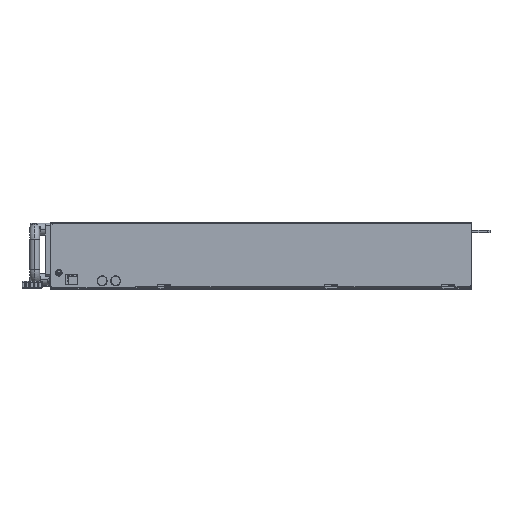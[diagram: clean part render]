
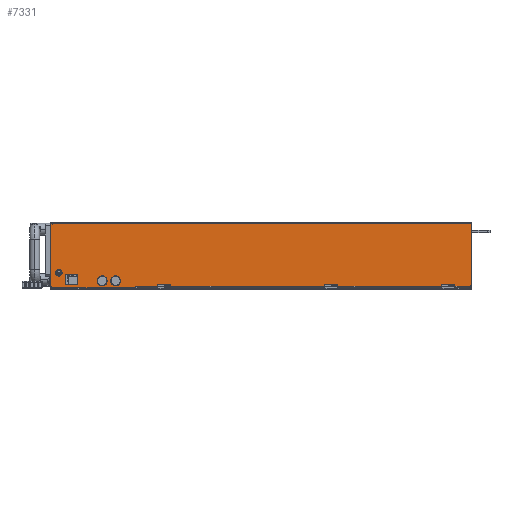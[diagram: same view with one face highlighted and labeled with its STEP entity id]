
A CAD part, left-side view. The second image highlights one B-rep face of the part: STEP entity #7331.
In plain terms, the highlighted planar face has unit normal (-1, 0, 0).
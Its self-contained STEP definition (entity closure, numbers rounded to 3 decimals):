
#911=CARTESIAN_POINT('',(-24.,-5.,-30.));
#912=DIRECTION('',(1.,0.,0.));
#913=DIRECTION('',(0.,-1.,0.));
#914=AXIS2_PLACEMENT_3D('',#911,#912,#913);
#916=CARTESIAN_POINT('',(-24.,-5.,-30.));
#917=DIRECTION('',(1.,0.,0.));
#918=DIRECTION('',(0.,1.,0.));
#919=AXIS2_PLACEMENT_3D('',#916,#917,#918);
#921=DIRECTION('',(0.,-1.,0.));
#922=VECTOR('',#921,7.5);
#923=CARTESIAN_POINT('',(-24.,-9.,-36.8));
#924=LINE('',#923,#922);
#925=DIRECTION('',(0.,0.,1.));
#926=VECTOR('',#925,6.);
#927=CARTESIAN_POINT('',(-24.,-16.5,-36.8));
#928=LINE('',#927,#926);
#929=DIRECTION('',(0.,1.,0.));
#930=VECTOR('',#929,7.5);
#931=CARTESIAN_POINT('',(-24.,-16.5,-30.8));
#932=LINE('',#931,#930);
#933=DIRECTION('',(0.,0.,-1.));
#934=VECTOR('',#933,6.);
#935=CARTESIAN_POINT('',(-24.,-9.,-30.8));
#936=LINE('',#935,#934);
#937=CARTESIAN_POINT('',(-24.,-31.,-34.9));
#938=DIRECTION('',(1.,0.,0.));
#939=DIRECTION('',(0.,1.,0.));
#940=AXIS2_PLACEMENT_3D('',#937,#938,#939);
#942=CARTESIAN_POINT('',(-24.,-31.,-34.9));
#943=DIRECTION('',(1.,0.,0.));
#944=DIRECTION('',(0.,-1.,0.));
#945=AXIS2_PLACEMENT_3D('',#942,#943,#944);
#947=CARTESIAN_POINT('',(-24.,-39.,-34.9));
#948=DIRECTION('',(1.,0.,0.));
#949=DIRECTION('',(0.,1.,0.));
#950=AXIS2_PLACEMENT_3D('',#947,#948,#949);
#952=CARTESIAN_POINT('',(-24.,-39.,-34.9));
#953=DIRECTION('',(1.,0.,0.));
#954=DIRECTION('',(0.,-1.,0.));
#955=AXIS2_PLACEMENT_3D('',#952,#953,#954);
#957=CARTESIAN_POINT('',(-24.,-50.22,-38.));
#958=DIRECTION('',(-1.,0.,0.));
#959=DIRECTION('',(0.,0.,-1.));
#960=AXIS2_PLACEMENT_3D('',#957,#958,#959);
#962=DIRECTION('',(0.,1.,0.));
#963=VECTOR('',#962,48.22);
#964=CARTESIAN_POINT('',(-24.,-50.22,-39.));
#965=LINE('',#964,#963);
#966=CARTESIAN_POINT('',(-24.,-2.,-37.));
#967=DIRECTION('',(1.,0.,0.));
#968=DIRECTION('',(0.,0.,-1.));
#969=AXIS2_PLACEMENT_3D('',#966,#967,#968);
#971=DIRECTION('',(0.,0.,1.));
#972=VECTOR('',#971,36.);
#973=CARTESIAN_POINT('',(-24.,0.,-37.));
#974=LINE('',#973,#972);
#975=DIRECTION('',(0.,-1.,0.));
#976=VECTOR('',#975,1.);
#977=CARTESIAN_POINT('',(-24.,0.,-1.));
#978=LINE('',#977,#976);
#979=DIRECTION('',(0.,0.,-1.));
#980=VECTOR('',#979,35.93);
#981=CARTESIAN_POINT('',(-24.,-252.,-0.8));
#982=LINE('',#981,#980);
#983=CARTESIAN_POINT('',(-24.,-250.5,-36.73));
#984=DIRECTION('',(-1.,0.,0.));
#985=DIRECTION('',(0.,-0.2,-0.98));
#986=AXIS2_PLACEMENT_3D('',#983,#984,#985);
#988=DIRECTION('',(0.,0.,-1.));
#989=VECTOR('',#988,1.2);
#990=CARTESIAN_POINT('',(-24.,-234.,-37.));
#991=LINE('',#990,#989);
#992=DIRECTION('',(0.,0.,-1.));
#993=VECTOR('',#992,1.2);
#994=CARTESIAN_POINT('',(-24.,-164.,-37.));
#995=LINE('',#994,#993);
#996=DIRECTION('',(0.,0.,-1.));
#997=VECTOR('',#996,1.2);
#998=CARTESIAN_POINT('',(-24.,-64.,-37.));
#999=LINE('',#998,#997);
#1085=DIRECTION('',(0.,0.,-1.));
#1086=VECTOR('',#1085,0.2);
#1087=CARTESIAN_POINT('',(-24.,-1.,-0.8));
#1088=LINE('',#1087,#1086);
#1093=DIRECTION('',(0.,1.,0.));
#1094=VECTOR('',#1093,251.);
#1095=CARTESIAN_POINT('',(-24.,-252.,-0.8));
#1096=LINE('',#1095,#1094);
#4209=DIRECTION('',(0.,-1.,0.));
#4210=VECTOR('',#4209,0.8);
#4211=CARTESIAN_POINT('',(-24.,-51.2,-38.2));
#4212=LINE('',#4211,#4210);
#4432=DIRECTION('',(0.,0.,-1.));
#4433=VECTOR('',#4432,1.2);
#4434=CARTESIAN_POINT('',(-24.,-72.,-37.));
#4435=LINE('',#4434,#4433);
#4445=DIRECTION('',(0.,-1.,0.));
#4446=VECTOR('',#4445,8.);
#4447=CARTESIAN_POINT('',(-24.,-64.,-37.));
#4448=LINE('',#4447,#4446);
#4474=DIRECTION('',(0.,-1.,0.));
#4475=VECTOR('',#4474,12.);
#4476=CARTESIAN_POINT('',(-24.,-52.,-38.2));
#4477=LINE('',#4476,#4475);
#4519=DIRECTION('',(0.,-1.,0.));
#4520=VECTOR('',#4519,0.5);
#4521=CARTESIAN_POINT('',(-24.,-163.5,-38.2));
#4522=LINE('',#4521,#4520);
#4532=DIRECTION('',(0.,-1.,0.));
#4533=VECTOR('',#4532,91.5);
#4534=CARTESIAN_POINT('',(-24.,-72.,-38.2));
#4535=LINE('',#4534,#4533);
#4536=DIRECTION('',(0.,-1.,0.));
#4537=VECTOR('',#4536,8.);
#4538=CARTESIAN_POINT('',(-24.,-164.,-37.));
#4539=LINE('',#4538,#4537);
#4548=DIRECTION('',(0.,0.,-1.));
#4549=VECTOR('',#4548,1.2);
#4550=CARTESIAN_POINT('',(-24.,-172.,-37.));
#4551=LINE('',#4550,#4549);
#4597=DIRECTION('',(0.,-1.,0.));
#4598=VECTOR('',#4597,62.);
#4599=CARTESIAN_POINT('',(-24.,-172.,-38.2));
#4600=LINE('',#4599,#4598);
#4618=DIRECTION('',(0.,-1.,0.));
#4619=VECTOR('',#4618,8.);
#4620=CARTESIAN_POINT('',(-24.,-234.,-37.));
#4621=LINE('',#4620,#4619);
#4630=DIRECTION('',(0.,0.,-1.));
#4631=VECTOR('',#4630,1.2);
#4632=CARTESIAN_POINT('',(-24.,-242.,-37.));
#4633=LINE('',#4632,#4631);
#4691=DIRECTION('',(0.,-1.,0.));
#4692=VECTOR('',#4691,8.8);
#4693=CARTESIAN_POINT('',(-24.,-242.,-38.2));
#4694=LINE('',#4693,#4692);
#5018=CARTESIAN_POINT('',(-24.,-252.,-0.8));
#5019=VERTEX_POINT('',#5018);
#5054=CARTESIAN_POINT('',(-24.,-242.,-37.));
#5055=CARTESIAN_POINT('',(-24.,-242.,-38.2));
#5056=VERTEX_POINT('',#5054);
#5057=VERTEX_POINT('',#5055);
#5058=CARTESIAN_POINT('',(-24.,-234.,-37.));
#5059=VERTEX_POINT('',#5058);
#5060=CARTESIAN_POINT('',(-24.,-234.,-38.2));
#5061=VERTEX_POINT('',#5060);
#5062=CARTESIAN_POINT('',(-24.,-72.,-37.));
#5063=CARTESIAN_POINT('',(-24.,-72.,-38.2));
#5064=VERTEX_POINT('',#5062);
#5065=VERTEX_POINT('',#5063);
#5066=CARTESIAN_POINT('',(-24.,-64.,-37.));
#5067=VERTEX_POINT('',#5066);
#5068=CARTESIAN_POINT('',(-24.,-64.,-38.2));
#5069=VERTEX_POINT('',#5068);
#5070=CARTESIAN_POINT('',(-24.,-52.,-38.2));
#5071=VERTEX_POINT('',#5070);
#5072=CARTESIAN_POINT('',(-24.,-2.,-39.));
#5073=CARTESIAN_POINT('',(-24.,0.,-37.));
#5074=VERTEX_POINT('',#5072);
#5075=VERTEX_POINT('',#5073);
#5076=CARTESIAN_POINT('',(-24.,0.,-1.));
#5077=VERTEX_POINT('',#5076);
#5078=CARTESIAN_POINT('',(-24.,-1.,-1.));
#5079=VERTEX_POINT('',#5078);
#5080=CARTESIAN_POINT('',(-24.,-1.,-0.8));
#5081=VERTEX_POINT('',#5080);
#5082=CARTESIAN_POINT('',(-24.,-9.,-36.8));
#5083=CARTESIAN_POINT('',(-24.,-16.5,-36.8));
#5084=VERTEX_POINT('',#5082);
#5085=VERTEX_POINT('',#5083);
#5086=CARTESIAN_POINT('',(-24.,-16.5,-30.8));
#5087=VERTEX_POINT('',#5086);
#5088=CARTESIAN_POINT('',(-24.,-9.,-30.8));
#5089=VERTEX_POINT('',#5088);
#5565=CARTESIAN_POINT('',(-24.,-28.,-34.9));
#5566=CARTESIAN_POINT('',(-24.,-34.,-34.9));
#5567=VERTEX_POINT('',#5565);
#5568=VERTEX_POINT('',#5566);
#5573=CARTESIAN_POINT('',(-24.,-36.,-34.9));
#5574=CARTESIAN_POINT('',(-24.,-42.,-34.9));
#5575=VERTEX_POINT('',#5573);
#5576=VERTEX_POINT('',#5574);
#5613=CARTESIAN_POINT('',(-24.,-172.,-37.));
#5614=CARTESIAN_POINT('',(-24.,-172.,-38.2));
#5615=VERTEX_POINT('',#5613);
#5616=VERTEX_POINT('',#5614);
#5617=CARTESIAN_POINT('',(-24.,-164.,-37.));
#5618=VERTEX_POINT('',#5617);
#5619=CARTESIAN_POINT('',(-24.,-164.,-38.2));
#5620=VERTEX_POINT('',#5619);
#5651=CARTESIAN_POINT('',(-24.,-163.5,-38.2));
#5652=VERTEX_POINT('',#5651);
#5837=CARTESIAN_POINT('',(-24.,-252.,-36.73));
#5838=VERTEX_POINT('',#5837);
#5841=CARTESIAN_POINT('',(-24.,-250.8,
-38.2));
#5842=VERTEX_POINT('',#5841);
#5879=CARTESIAN_POINT('',(-24.,-50.22,-39.));
#5880=VERTEX_POINT('',#5879);
#5881=CARTESIAN_POINT('',(-24.,-51.2,-38.2));
#5882=VERTEX_POINT('',#5881);
#5883=CARTESIAN_POINT('',(-24.,-6.25,-30.));
#5884=CARTESIAN_POINT('',(-24.,-3.75,-30.));
#5885=VERTEX_POINT('',#5883);
#5886=VERTEX_POINT('',#5884);
#7250=CARTESIAN_POINT('',(-24.,0.,-39.));
#7251=DIRECTION('',(-1.,0.,0.));
#7252=DIRECTION('',(0.,0.,1.));
#7253=AXIS2_PLACEMENT_3D('',#7250,#7251,#7252);
#7254=PLANE('',#7253);
#7256=ORIENTED_EDGE('',*,*,#7255,.F.);
#7258=ORIENTED_EDGE('',*,*,#7257,.T.);
#7260=ORIENTED_EDGE('',*,*,#7259,.T.);
#7262=ORIENTED_EDGE('',*,*,#7261,.T.);
#7264=ORIENTED_EDGE('',*,*,#7263,.T.);
#7266=ORIENTED_EDGE('',*,*,#7265,.F.);
#7268=ORIENTED_EDGE('',*,*,#7267,.F.);
#7269=ORIENTED_EDGE('',*,*,#7141,.T.);
#7271=ORIENTED_EDGE('',*,*,#7270,.F.);
#7273=ORIENTED_EDGE('',*,*,#7272,.F.);
#7275=ORIENTED_EDGE('',*,*,#7274,.F.);
#7277=ORIENTED_EDGE('',*,*,#7276,.F.);
#7279=ORIENTED_EDGE('',*,*,#7278,.T.);
#7281=ORIENTED_EDGE('',*,*,#7280,.F.);
#7283=ORIENTED_EDGE('',*,*,#7282,.F.);
#7285=ORIENTED_EDGE('',*,*,#7284,.F.);
#7287=ORIENTED_EDGE('',*,*,#7286,.T.);
#7289=ORIENTED_EDGE('',*,*,#7288,.F.);
#7291=ORIENTED_EDGE('',*,*,#7290,.F.);
#7293=ORIENTED_EDGE('',*,*,#7292,.F.);
#7295=ORIENTED_EDGE('',*,*,#7294,.F.);
#7297=ORIENTED_EDGE('',*,*,#7296,.T.);
#7299=ORIENTED_EDGE('',*,*,#7298,.F.);
#7301=ORIENTED_EDGE('',*,*,#7300,.F.);
#7302=EDGE_LOOP('',(#7256,#7258,#7260,#7262,#7264,#7266,#7268,#7269,#7271,#7273,
#7275,#7277,#7279,#7281,#7283,#7285,#7287,#7289,#7291,#7293,#7295,#7297,#7299,
#7301));
#7303=FACE_OUTER_BOUND('',#7302,.F.);
#7305=ORIENTED_EDGE('',*,*,#7304,.T.);
#7307=ORIENTED_EDGE('',*,*,#7306,.T.);
#7309=ORIENTED_EDGE('',*,*,#7308,.T.);
#7311=ORIENTED_EDGE('',*,*,#7310,.T.);
#7312=EDGE_LOOP('',(#7305,#7307,#7309,#7311));
#7313=FACE_BOUND('',#7312,.F.);
#7315=ORIENTED_EDGE('',*,*,#7314,.F.);
#7317=ORIENTED_EDGE('',*,*,#7316,.F.);
#7318=EDGE_LOOP('',(#7315,#7317));
#7319=FACE_BOUND('',#7318,.F.);
#7321=ORIENTED_EDGE('',*,*,#7320,.F.);
#7323=ORIENTED_EDGE('',*,*,#7322,.F.);
#7324=EDGE_LOOP('',(#7321,#7323));
#7325=FACE_BOUND('',#7324,.F.);
#7326=ORIENTED_EDGE('',*,*,#7240,.F.);
#7328=ORIENTED_EDGE('',*,*,#7327,.F.);
#7329=EDGE_LOOP('',(#7326,#7328));
#7330=FACE_BOUND('',#7329,.F.);
#7331=ADVANCED_FACE('',(#7303,#7313,#7319,#7325,#7330),#7254,.T.);
#915=CIRCLE('',#914,1.25);
#920=CIRCLE('',#919,1.25);
#941=CIRCLE('',#940,3.);
#946=CIRCLE('',#945,3.);
#951=CIRCLE('',#950,3.);
#956=CIRCLE('',#955,3.);
#961=CIRCLE('',#960,1.);
#970=CIRCLE('',#969,2.);
#987=CIRCLE('',#986,1.5);
#7141=EDGE_CURVE('',#5019,#5838,#982,.T.);
#7240=EDGE_CURVE('',#5885,#5886,#915,.T.);
#7255=EDGE_CURVE('',#5880,#5882,#961,.T.);
#7257=EDGE_CURVE('',#5880,#5074,#965,.T.);
#7259=EDGE_CURVE('',#5074,#5075,#970,.T.);
#7261=EDGE_CURVE('',#5075,#5077,#974,.T.);
#7263=EDGE_CURVE('',#5077,#5079,#978,.T.);
#7265=EDGE_CURVE('',#5081,#5079,#1088,.T.);
#7267=EDGE_CURVE('',#5019,#5081,#1096,.T.);
#7270=EDGE_CURVE('',#5842,#5838,#987,.T.);
#7272=EDGE_CURVE('',#5057,#5842,#4694,.T.);
#7274=EDGE_CURVE('',#5056,#5057,#4633,.T.);
#7276=EDGE_CURVE('',#5059,#5056,#4621,.T.);
#7278=EDGE_CURVE('',#5059,#5061,#991,.T.);
#7280=EDGE_CURVE('',#5616,#5061,#4600,.T.);
#7282=EDGE_CURVE('',#5615,#5616,#4551,.T.);
#7284=EDGE_CURVE('',#5618,#5615,#4539,.T.);
#7286=EDGE_CURVE('',#5618,#5620,#995,.T.);
#7288=EDGE_CURVE('',#5652,#5620,#4522,.T.);
#7290=EDGE_CURVE('',#5065,#5652,#4535,.T.);
#7292=EDGE_CURVE('',#5064,#5065,#4435,.T.);
#7294=EDGE_CURVE('',#5067,#5064,#4448,.T.);
#7296=EDGE_CURVE('',#5067,#5069,#999,.T.);
#7298=EDGE_CURVE('',#5071,#5069,#4477,.T.);
#7300=EDGE_CURVE('',#5882,#5071,#4212,.T.);
#7304=EDGE_CURVE('',#5084,#5085,#924,.T.);
#7306=EDGE_CURVE('',#5085,#5087,#928,.T.);
#7308=EDGE_CURVE('',#5087,#5089,#932,.T.);
#7310=EDGE_CURVE('',#5089,#5084,#936,.T.);
#7314=EDGE_CURVE('',#5567,#5568,#941,.T.);
#7316=EDGE_CURVE('',#5568,#5567,#946,.T.);
#7320=EDGE_CURVE('',#5575,#5576,#951,.T.);
#7322=EDGE_CURVE('',#5576,#5575,#956,.T.);
#7327=EDGE_CURVE('',#5886,#5885,#920,.T.);
